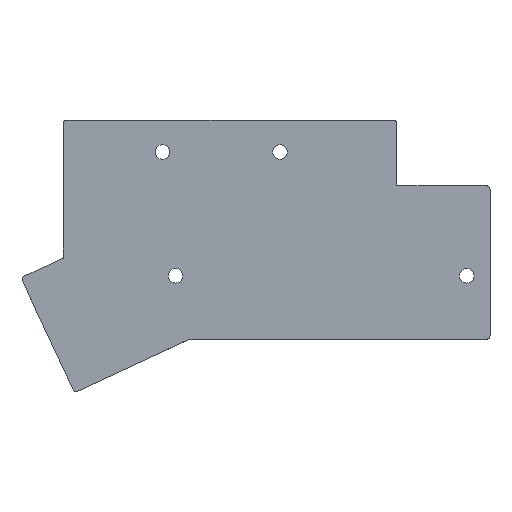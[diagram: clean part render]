
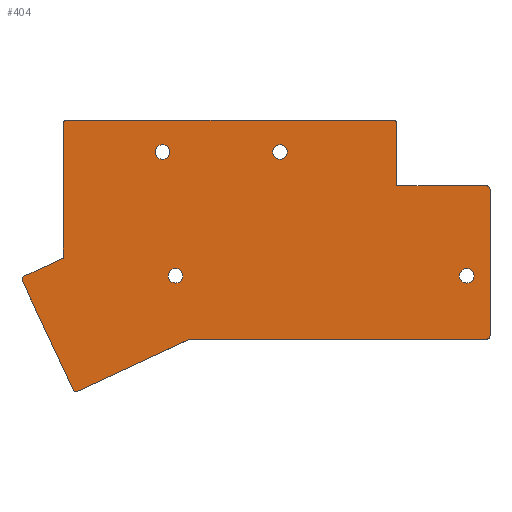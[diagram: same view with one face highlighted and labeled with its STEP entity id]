
A CAD part, top view. The second image highlights one B-rep face of the part: STEP entity #404.
In plain terms, the highlighted planar face has unit normal (0, 0, 1).
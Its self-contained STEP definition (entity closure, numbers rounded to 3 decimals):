
#19=FACE_BOUND('',#67,.T.);
#20=FACE_BOUND('',#68,.T.);
#21=FACE_BOUND('',#69,.T.);
#22=FACE_BOUND('',#70,.T.);
#26=PLANE('',#453);
#41=FACE_OUTER_BOUND('',#66,.T.);
#66=EDGE_LOOP('',(#316,#317,#318,#319,#320,#321,#322,#323,#324,#325,#326,
#327,#328,#329,#330));
#67=EDGE_LOOP('',(#331));
#68=EDGE_LOOP('',(#332));
#69=EDGE_LOOP('',(#333));
#70=EDGE_LOOP('',(#334));
#95=LINE('',#642,#132);
#98=LINE('',#647,#135);
#102=LINE('',#662,#139);
#103=LINE('',#664,#140);
#104=LINE('',#668,#141);
#105=LINE('',#672,#142);
#106=LINE('',#674,#143);
#107=LINE('',#678,#144);
#108=LINE('',#681,#145);
#132=VECTOR('',#514,10.);
#135=VECTOR('',#519,10.);
#139=VECTOR('',#537,10.);
#140=VECTOR('',#538,10.);
#141=VECTOR('',#541,10.);
#142=VECTOR('',#544,10.);
#143=VECTOR('',#545,10.);
#144=VECTOR('',#548,10.);
#145=VECTOR('',#551,10.);
#158=CIRCLE('',#433,0.5);
#169=CIRCLE('',#448,1.1);
#170=CIRCLE('',#450,1.1);
#171=CIRCLE('',#452,0.5);
#172=CIRCLE('',#454,0.5);
#173=CIRCLE('',#455,0.5);
#174=CIRCLE('',#456,0.5);
#175=CIRCLE('',#457,0.5);
#176=CIRCLE('',#458,1.1);
#177=CIRCLE('',#459,1.1);
#178=VERTEX_POINT('',#596);
#179=VERTEX_POINT('',#597);
#199=VERTEX_POINT('',#641);
#200=VERTEX_POINT('',#645);
#201=VERTEX_POINT('',#649);
#202=VERTEX_POINT('',#653);
#203=VERTEX_POINT('',#657);
#204=VERTEX_POINT('',#661);
#205=VERTEX_POINT('',#663);
#206=VERTEX_POINT('',#665);
#207=VERTEX_POINT('',#667);
#208=VERTEX_POINT('',#669);
#209=VERTEX_POINT('',#671);
#210=VERTEX_POINT('',#673);
#211=VERTEX_POINT('',#675);
#212=VERTEX_POINT('',#677);
#213=VERTEX_POINT('',#679);
#214=VERTEX_POINT('',#682);
#215=VERTEX_POINT('',#684);
#216=EDGE_CURVE('',#178,#179,#158,.T.);
#238=EDGE_CURVE('',#199,#179,#95,.T.);
#241=EDGE_CURVE('',#178,#200,#98,.T.);
#243=EDGE_CURVE('',#201,#201,#169,.T.);
#245=EDGE_CURVE('',#202,#202,#170,.T.);
#247=EDGE_CURVE('',#203,#200,#171,.T.);
#248=EDGE_CURVE('',#203,#204,#102,.F.);
#249=EDGE_CURVE('',#205,#204,#103,.T.);
#250=EDGE_CURVE('',#206,#205,#172,.T.);
#251=EDGE_CURVE('',#207,#206,#104,.T.);
#252=EDGE_CURVE('',#208,#207,#173,.T.);
#253=EDGE_CURVE('',#209,#208,#105,.T.);
#254=EDGE_CURVE('',#210,#209,#106,.T.);
#255=EDGE_CURVE('',#211,#210,#174,.T.);
#256=EDGE_CURVE('',#212,#211,#107,.T.);
#257=EDGE_CURVE('',#213,#212,#175,.T.);
#258=EDGE_CURVE('',#199,#213,#108,.T.);
#259=EDGE_CURVE('',#214,#214,#176,.T.);
#260=EDGE_CURVE('',#215,#215,#177,.T.);
#316=ORIENTED_EDGE('',*,*,#216,.F.);
#317=ORIENTED_EDGE('',*,*,#241,.T.);
#318=ORIENTED_EDGE('',*,*,#247,.F.);
#319=ORIENTED_EDGE('',*,*,#248,.T.);
#320=ORIENTED_EDGE('',*,*,#249,.F.);
#321=ORIENTED_EDGE('',*,*,#250,.F.);
#322=ORIENTED_EDGE('',*,*,#251,.F.);
#323=ORIENTED_EDGE('',*,*,#252,.F.);
#324=ORIENTED_EDGE('',*,*,#253,.F.);
#325=ORIENTED_EDGE('',*,*,#254,.F.);
#326=ORIENTED_EDGE('',*,*,#255,.F.);
#327=ORIENTED_EDGE('',*,*,#256,.F.);
#328=ORIENTED_EDGE('',*,*,#257,.F.);
#329=ORIENTED_EDGE('',*,*,#258,.F.);
#330=ORIENTED_EDGE('',*,*,#238,.T.);
#331=ORIENTED_EDGE('',*,*,#243,.T.);
#332=ORIENTED_EDGE('',*,*,#245,.T.);
#333=ORIENTED_EDGE('',*,*,#259,.F.);
#334=ORIENTED_EDGE('',*,*,#260,.F.);
#404=ADVANCED_FACE('',(#41,#19,#20,#21,#22),#26,.F.);
#433=AXIS2_PLACEMENT_3D('',#598,#477,#478);
#448=AXIS2_PLACEMENT_3D('',#651,#523,#524);
#450=AXIS2_PLACEMENT_3D('',#655,#528,#529);
#452=AXIS2_PLACEMENT_3D('',#659,#533,#534);
#453=AXIS2_PLACEMENT_3D('',#660,#535,#536);
#454=AXIS2_PLACEMENT_3D('',#666,#539,#540);
#455=AXIS2_PLACEMENT_3D('',#670,#542,#543);
#456=AXIS2_PLACEMENT_3D('',#676,#546,#547);
#457=AXIS2_PLACEMENT_3D('',#680,#549,#550);
#458=AXIS2_PLACEMENT_3D('',#683,#552,#553);
#459=AXIS2_PLACEMENT_3D('',#685,#554,#555);
#477=DIRECTION('center_axis',(0.,0.,
-1.));
#478=DIRECTION('ref_axis',(0.707,0.707,0.));
#514=DIRECTION('',(0.,1.,0.));
#519=DIRECTION('',(-1.,0.,0.));
#523=DIRECTION('center_axis',(0.,0.,
-1.));
#524=DIRECTION('ref_axis',(-1.,0.,0.));
#528=DIRECTION('center_axis',(0.,0.,
-1.));
#529=DIRECTION('ref_axis',(-1.,0.,0.));
#533=DIRECTION('center_axis',(0.,0.,
-1.));
#534=DIRECTION('ref_axis',(-0.707,0.707,0.));
#535=DIRECTION('center_axis',(0.,0.,
-1.));
#536=DIRECTION('ref_axis',(1.,0.,0.));
#537=DIRECTION('',(0.,1.,0.));
#538=DIRECTION('',(0.906,0.423,0.));
#539=DIRECTION('center_axis',(0.,0.,
-1.));
#540=DIRECTION('ref_axis',(-0.94,0.342,0.));
#541=DIRECTION('',(-0.423,0.906,0.));
#542=DIRECTION('center_axis',(0.,0.,
-1.));
#543=DIRECTION('ref_axis',(-0.342,-0.94,0.));
#544=DIRECTION('',(-0.906,-0.423,0.));
#545=DIRECTION('',(-1.,0.,0.));
#546=DIRECTION('center_axis',(0.,0.,
-1.));
#547=DIRECTION('ref_axis',(0.707,-0.707,0.));
#548=DIRECTION('',(0.,-1.,0.));
#549=DIRECTION('center_axis',(0.,0.,
-1.));
#550=DIRECTION('ref_axis',(0.707,0.707,0.));
#551=DIRECTION('',(1.,0.,0.));
#552=DIRECTION('center_axis',(0.,0.,
1.));
#553=DIRECTION('ref_axis',(1.,0.,0.));
#554=DIRECTION('center_axis',(0.,0.,
1.));
#555=DIRECTION('ref_axis',(1.,0.,0.));
#596=CARTESIAN_POINT('',(67.685,-84.826,-4.8));
#597=CARTESIAN_POINT('',(68.185,-85.326,-4.8));
#598=CARTESIAN_POINT('Origin',(67.685,-85.326,-4.8));
#641=CARTESIAN_POINT('',(68.185,-94.679,-4.8));
#642=CARTESIAN_POINT('',(68.185,-105.414,-4.8));
#645=CARTESIAN_POINT('',(18.625,-84.826,-4.8));
#647=CARTESIAN_POINT('',(51.496,-84.826,-4.8));
#649=CARTESIAN_POINT('',(34.117,-89.589,-4.8));
#651=CARTESIAN_POINT('Origin',(33.017,-89.589,-4.8));
#653=CARTESIAN_POINT('',(51.758,-89.589,-4.8));
#655=CARTESIAN_POINT('Origin',(50.658,-89.589,-4.8));
#657=CARTESIAN_POINT('',(18.125,-85.326,-4.8));
#659=CARTESIAN_POINT('Origin',(18.625,-85.326,-4.8));
#660=CARTESIAN_POINT('Origin',(46.967,-112.189,-4.8));
#661=CARTESIAN_POINT('',(18.125,-105.506,-4.8));
#662=CARTESIAN_POINT('',(18.125,-105.107,-4.8));
#663=CARTESIAN_POINT('',(12.212,-108.263,-4.8));
#664=CARTESIAN_POINT('',(25.508,-102.063,-4.8));
#665=CARTESIAN_POINT('',(11.971,-108.927,-4.8));
#666=CARTESIAN_POINT('Origin',(12.424,-108.716,-4.8));
#667=CARTESIAN_POINT('',(19.599,-125.286,-4.8));
#668=CARTESIAN_POINT('',(19.64,-125.375,-4.8));
#669=CARTESIAN_POINT('',(20.263,-125.528,-4.8));
#670=CARTESIAN_POINT('Origin',(20.052,-125.075,-4.8));
#671=CARTESIAN_POINT('',(37.075,-117.689,-4.8));
#672=CARTESIAN_POINT('',(42.191,-115.303,-4.8));
#673=CARTESIAN_POINT('',(81.675,-117.689,-4.8));
#674=CARTESIAN_POINT('',(64.571,-117.689,-4.8));
#675=CARTESIAN_POINT('',(82.175,-117.189,-4.8));
#676=CARTESIAN_POINT('Origin',(81.675,-117.189,-4.8));
#677=CARTESIAN_POINT('',(82.175,-95.179,-4.8));
#678=CARTESIAN_POINT('',(82.175,-105.414,-4.8));
#679=CARTESIAN_POINT('',(81.675,-94.679,-4.8));
#680=CARTESIAN_POINT('Origin',(81.675,-95.179,-4.8));
#681=CARTESIAN_POINT('',(39.912,-94.679,-4.8));
#682=CARTESIAN_POINT('',(33.87,-108.164,-4.8));
#683=CARTESIAN_POINT('Origin',(34.97,-108.164,-4.8));
#684=CARTESIAN_POINT('',(77.575,-108.164,-4.8));
#685=CARTESIAN_POINT('Origin',(78.675,-108.164,-4.8));
